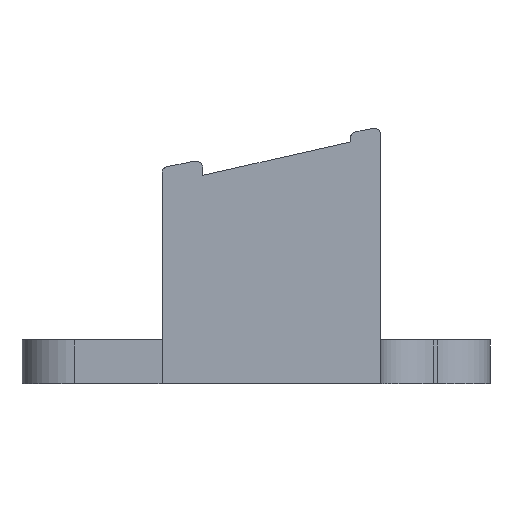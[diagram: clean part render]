
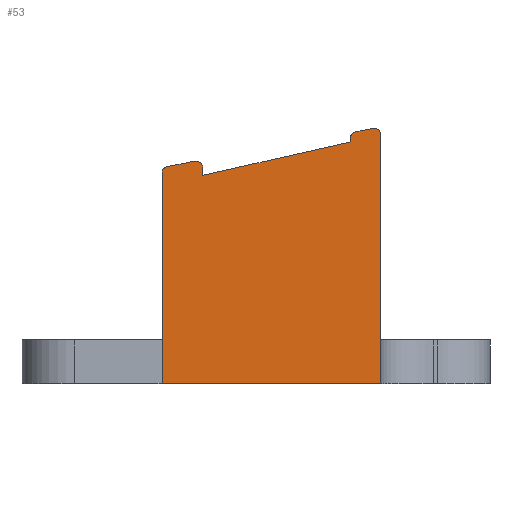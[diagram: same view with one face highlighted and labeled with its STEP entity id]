
A CAD part, front view. The second image highlights one B-rep face of the part: STEP entity #53.
In plain terms, the highlighted planar face has unit normal (0, -1, 0).
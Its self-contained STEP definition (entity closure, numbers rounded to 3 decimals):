
#53=ADVANCED_FACE('',(#117),#1082,.T.);
#117=FACE_OUTER_BOUND('',#182,.T.);
#182=EDGE_LOOP('',(#364,#365,#366,#367,#368,#369,#370,#371,#372,#373,#374,
#375));
#364=ORIENTED_EDGE('',*,*,#629,.T.);
#365=ORIENTED_EDGE('',*,*,#630,.T.);
#366=ORIENTED_EDGE('',*,*,#631,.T.);
#367=ORIENTED_EDGE('',*,*,#632,.T.);
#368=ORIENTED_EDGE('',*,*,#633,.T.);
#369=ORIENTED_EDGE('',*,*,#682,.T.);
#370=ORIENTED_EDGE('',*,*,#634,.T.);
#371=ORIENTED_EDGE('',*,*,#626,.T.);
#372=ORIENTED_EDGE('',*,*,#627,.T.);
#373=ORIENTED_EDGE('',*,*,#699,.T.);
#374=ORIENTED_EDGE('',*,*,#628,.T.);
#375=ORIENTED_EDGE('',*,*,#701,.T.);
#626=EDGE_CURVE('',#965,#964,#787,.T.);
#627=EDGE_CURVE('',#964,#966,#788,.T.);
#628=EDGE_CURVE('',#967,#968,#789,.T.);
#629=EDGE_CURVE('',#969,#970,#790,.T.);
#630=EDGE_CURVE('',#970,#971,#791,.T.);
#631=EDGE_CURVE('',#971,#972,#792,.T.);
#632=EDGE_CURVE('',#972,#973,#793,.T.);
#633=EDGE_CURVE('',#973,#974,#794,.T.);
#634=EDGE_CURVE('',#975,#965,#795,.T.);
#682=EDGE_CURVE('',#974,#975,#823,.T.);
#699=EDGE_CURVE('',#966,#967,#904,.T.);
#701=EDGE_CURVE('',#968,#969,#906,.T.);
#787=(
BOUNDED_CURVE()
B_SPLINE_CURVE(2,(#1710,#1711,#1712),.UNSPECIFIED.,.F.,.F.)
B_SPLINE_CURVE_WITH_KNOTS((3,3),(220.464,222.027),
 .UNSPECIFIED.)
CURVE()
GEOMETRIC_REPRESENTATION_ITEM()
RATIONAL_B_SPLINE_CURVE((1.,1.,1.))
REPRESENTATION_ITEM('')
);
#788=(
BOUNDED_CURVE()
B_SPLINE_CURVE(2,(#1713,#1714,#1715),.UNSPECIFIED.,.F.,.F.)
B_SPLINE_CURVE_WITH_KNOTS((3,3),(222.027,222.575),
 .UNSPECIFIED.)
CURVE()
GEOMETRIC_REPRESENTATION_ITEM()
RATIONAL_B_SPLINE_CURVE((1.,0.774,1.))
REPRESENTATION_ITEM('')
);
#789=(
BOUNDED_CURVE()
B_SPLINE_CURVE(2,(#1716,#1717,#1718),.UNSPECIFIED.,.F.,.F.)
B_SPLINE_CURVE_WITH_KNOTS((3,3),(225.827,227.327),
 .UNSPECIFIED.)
CURVE()
GEOMETRIC_REPRESENTATION_ITEM()
RATIONAL_B_SPLINE_CURVE((1.,1.,1.))
REPRESENTATION_ITEM('')
);
#790=(
BOUNDED_CURVE()
B_SPLINE_CURVE(2,(#1719,#1720,#1721,#1722,#1723),.UNSPECIFIED.,.F.,.F.)
B_SPLINE_CURVE_WITH_KNOTS((3,2,3),(229.779,230.133,230.487),
 .UNSPECIFIED.)
CURVE()
GEOMETRIC_REPRESENTATION_ITEM()
RATIONAL_B_SPLINE_CURVE((1.,0.904,1.,0.904,1.))
REPRESENTATION_ITEM('')
);
#791=(
BOUNDED_CURVE()
B_SPLINE_CURVE(2,(#1724,#1725,#1726),.UNSPECIFIED.,.F.,.F.)
B_SPLINE_CURVE_WITH_KNOTS((3,3),(230.487,231.171),
 .UNSPECIFIED.)
CURVE()
GEOMETRIC_REPRESENTATION_ITEM()
RATIONAL_B_SPLINE_CURVE((1.,1.,1.))
REPRESENTATION_ITEM('')
);
#792=(
BOUNDED_CURVE()
B_SPLINE_CURVE(2,(#1727,#1728,#1729),.UNSPECIFIED.,.F.,.F.)
B_SPLINE_CURVE_WITH_KNOTS((3,3),(231.171,231.719),
 .UNSPECIFIED.)
CURVE()
GEOMETRIC_REPRESENTATION_ITEM()
RATIONAL_B_SPLINE_CURVE((1.,0.774,1.))
REPRESENTATION_ITEM('')
);
#793=(
BOUNDED_CURVE()
B_SPLINE_CURVE(2,(#1730,#1731,#1732),.UNSPECIFIED.,.F.,.F.)
B_SPLINE_CURVE_WITH_KNOTS((3,3),(231.719,231.842),
 .UNSPECIFIED.)
CURVE()
GEOMETRIC_REPRESENTATION_ITEM()
RATIONAL_B_SPLINE_CURVE((1.,1.,1.))
REPRESENTATION_ITEM('')
);
#794=(
BOUNDED_CURVE()
B_SPLINE_CURVE(2,(#1733,#1734,#1735),.UNSPECIFIED.,.F.,.F.)
B_SPLINE_CURVE_WITH_KNOTS((3,3),(231.842,240.434),
 .UNSPECIFIED.)
CURVE()
GEOMETRIC_REPRESENTATION_ITEM()
RATIONAL_B_SPLINE_CURVE((1.,1.,1.))
REPRESENTATION_ITEM('')
);
#795=(
BOUNDED_CURVE()
B_SPLINE_CURVE(2,(#1736,#1737,#1738,#1739,#1740),.UNSPECIFIED.,.F.,.F.)
B_SPLINE_CURVE_WITH_KNOTS((3,2,3),(240.593,240.947,241.301),
 .UNSPECIFIED.)
CURVE()
GEOMETRIC_REPRESENTATION_ITEM()
RATIONAL_B_SPLINE_CURVE((1.,0.904,1.,0.904,1.))
REPRESENTATION_ITEM('')
);
#823=(
BOUNDED_CURVE()
B_SPLINE_CURVE(2,(#1899,#1900,#1901),.UNSPECIFIED.,.F.,.F.)
B_SPLINE_CURVE_WITH_KNOTS((3,3),(240.434,240.593),
 .UNSPECIFIED.)
CURVE()
GEOMETRIC_REPRESENTATION_ITEM()
RATIONAL_B_SPLINE_CURVE((1.,1.,1.))
REPRESENTATION_ITEM('')
);
#904=B_SPLINE_CURVE_WITH_KNOTS('',1,(#1966,#1967),.UNSPECIFIED.,.F.,.F.,
(2,2),(0.,12.006),.UNSPECIFIED.);
#906=B_SPLINE_CURVE_WITH_KNOTS('',1,(#1970,#1971),.UNSPECIFIED.,.F.,.F.,
(2,2),(0.,14.184),.UNSPECIFIED.);
#964=VERTEX_POINT('',#1481);
#965=VERTEX_POINT('',#1482);
#966=VERTEX_POINT('',#1483);
#967=VERTEX_POINT('',#1484);
#968=VERTEX_POINT('',#1485);
#969=VERTEX_POINT('',#1486);
#970=VERTEX_POINT('',#1487);
#971=VERTEX_POINT('',#1488);
#972=VERTEX_POINT('',#1489);
#973=VERTEX_POINT('',#1490);
#974=VERTEX_POINT('',#1491);
#975=VERTEX_POINT('',#1492);
#1082=PLANE('',#1223);
#1223=AXIS2_PLACEMENT_3D('',#1353,#1288,$);
#1288=DIRECTION('',(0.,-1.,0.));
#1353=CARTESIAN_POINT('',(-38.732,-12.768,15.863));
#1481=CARTESIAN_POINT('',(-36.849,-12.768,30.083));
#1482=CARTESIAN_POINT('',(-35.318,-12.768,30.395));
#1483=CARTESIAN_POINT('',(-37.169,-12.768,29.691));
#1484=CARTESIAN_POINT('',(-37.169,-12.768,17.686));
#1485=CARTESIAN_POINT('',(-24.669,-12.768,17.686));
#1486=CARTESIAN_POINT('',(-24.669,-12.768,31.869));
#1487=CARTESIAN_POINT('',(-25.149,-12.768,32.261));
#1488=CARTESIAN_POINT('',(-26.098,-12.768,32.068));
#1489=CARTESIAN_POINT('',(-26.419,-12.768,31.676));
#1490=CARTESIAN_POINT('',(-26.419,-12.768,31.493));
#1491=CARTESIAN_POINT('',(-34.838,-12.768,29.582));
#1492=CARTESIAN_POINT('',(-34.838,-12.768,30.003));
#1710=CARTESIAN_POINT('',(-35.318,-12.768,30.395));
#1711=CARTESIAN_POINT('',(-36.083,-12.768,30.239));
#1712=CARTESIAN_POINT('',(-36.849,-12.768,30.083));
#1713=CARTESIAN_POINT('',(-36.849,-12.768,30.083));
#1714=CARTESIAN_POINT('',(-37.169,-12.768,30.018));
#1715=CARTESIAN_POINT('',(-37.169,-12.768,29.691));
#1716=CARTESIAN_POINT('',(-37.169,-12.768,17.686));
#1717=CARTESIAN_POINT('',(-30.919,-12.768,17.686));
#1718=CARTESIAN_POINT('',(-24.669,-12.768,17.686));
#1719=CARTESIAN_POINT('',(-24.669,-12.768,31.869));
#1720=CARTESIAN_POINT('',(-24.669,-12.768,32.059));
#1721=CARTESIAN_POINT('',(-24.816,-12.768,32.179));
#1722=CARTESIAN_POINT('',(-24.963,-12.768,32.299));
#1723=CARTESIAN_POINT('',(-25.149,-12.768,32.261));
#1724=CARTESIAN_POINT('',(-25.149,-12.768,32.261));
#1725=CARTESIAN_POINT('',(-25.624,-12.768,32.165));
#1726=CARTESIAN_POINT('',(-26.098,-12.768,32.068));
#1727=CARTESIAN_POINT('',(-26.098,-12.768,32.068));
#1728=CARTESIAN_POINT('',(-26.419,-12.768,32.003));
#1729=CARTESIAN_POINT('',(-26.419,-12.768,31.676));
#1730=CARTESIAN_POINT('',(-26.419,-12.768,31.676));
#1731=CARTESIAN_POINT('',(-26.419,-12.768,31.585));
#1732=CARTESIAN_POINT('',(-26.419,-12.768,31.493));
#1733=CARTESIAN_POINT('',(-26.419,-12.768,31.493));
#1734=CARTESIAN_POINT('',(-30.628,-12.768,30.537));
#1735=CARTESIAN_POINT('',(-34.838,-12.768,29.582));
#1736=CARTESIAN_POINT('',(-34.838,-12.768,30.003));
#1737=CARTESIAN_POINT('',(-34.838,-12.768,30.192));
#1738=CARTESIAN_POINT('',(-34.985,-12.768,30.312));
#1739=CARTESIAN_POINT('',(-35.132,-12.768,30.432));
#1740=CARTESIAN_POINT('',(-35.318,-12.768,30.395));
#1899=CARTESIAN_POINT('',(-34.838,-12.768,29.582));
#1900=CARTESIAN_POINT('',(-34.838,-12.768,29.792));
#1901=CARTESIAN_POINT('',(-34.838,-12.768,30.003));
#1966=CARTESIAN_POINT('',(-37.169,-12.768,29.691));
#1967=CARTESIAN_POINT('',(-37.169,-12.768,17.686));
#1970=CARTESIAN_POINT('',(-24.669,-12.768,17.686));
#1971=CARTESIAN_POINT('',(-24.669,-12.768,31.869));
